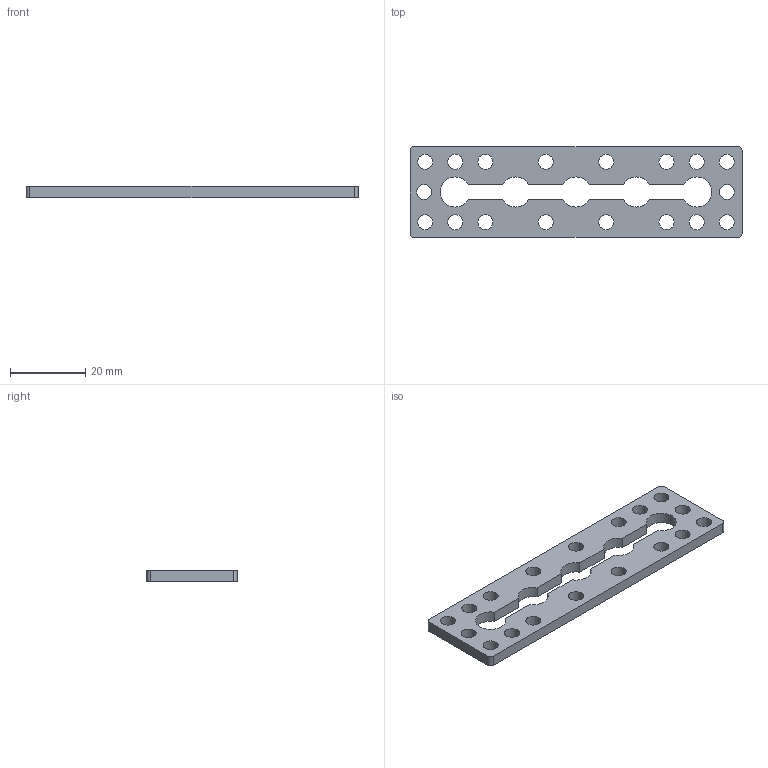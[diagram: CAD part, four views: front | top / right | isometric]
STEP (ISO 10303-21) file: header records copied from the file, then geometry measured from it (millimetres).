
FILE_DESCRIPTION(('STEP AP203'), '1');
FILE_NAME('ïðèíòåð_Áðàéëÿ_ïëàøêà3õ9', '', ('UNSPECIFIED'), ('UNSPECIFIED'), 'C3D Converter', 'C3D Toolkit', '');
FILE_SCHEMA(('CONFIG_CONTROL_DESIGN'));
Length unit declared in the file: millimetre
Bounding box: 88 x 24 x 3 mm (x, y, z)
Volume: 4500.2 mm3; surface area: 4839.7 mm2
Topology: 1 solids, 1 shells, 44 faces, 126 edges, 84 vertices
Faces by surface type: cylinder 30, plane 14
Full cylindrical faces by diameter (mm): 4 x18
Entity records: 1848 total; most frequent: DIRECTION 258, CARTESIAN_POINT 237, ORIENTED_EDGE 216, EDGE_CURVE 108, AXIS2_PLACEMENT_3D 105, EDGE_LOOP 100, VERTEX_POINT 84, FACE_BOUND 64
